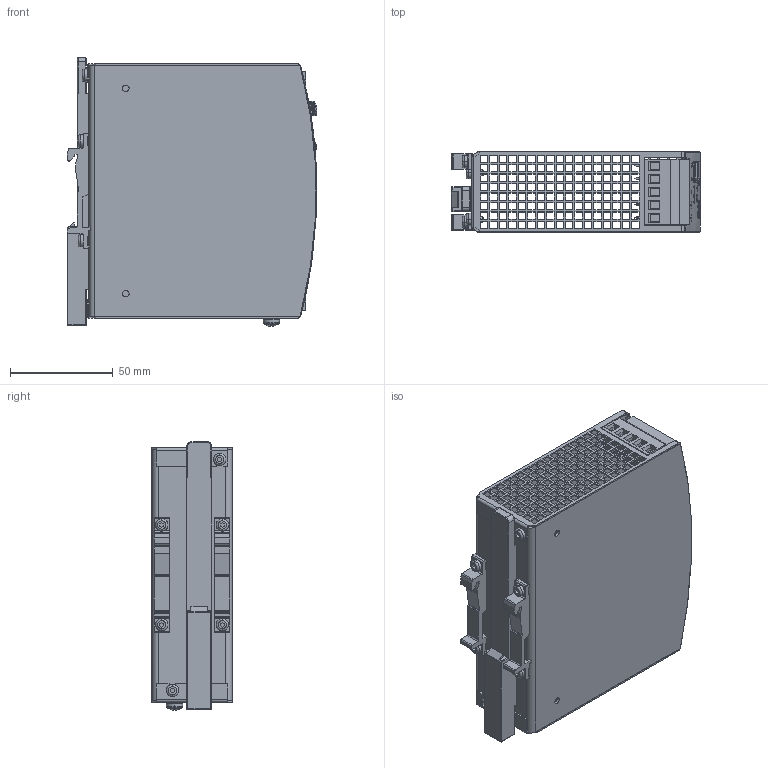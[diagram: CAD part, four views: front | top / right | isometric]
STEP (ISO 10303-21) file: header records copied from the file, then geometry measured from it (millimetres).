
FILE_DESCRIPTION((''),'2;1');
FILE_NAME('CAD-7197_CP10_121_SW0001','2021-03-11T08:08:04',('creinig-se'),(''),'CREO PARAMETRIC BY PTC INC, 2019292','CREO PARAMETRIC BY PTC INC, 2019292','');
FILE_SCHEMA(('CONFIG_CONTROL_DESIGN','SHAPE_APPEARANCE_LAYERS_GROUPS'));
Products named in the file (1): CAD-7197_CP10_121_SW0001
Bounding box: 121.72 x 39 x 130.77 mm (x, y, z)
Volume: 78702.1 mm3; surface area: 97131.1 mm2
Topology: 6 solids, 7 shells, 2961 faces, 8286 edges, 5467 vertices
Faces by surface type: plane 2207, cylinder 342, extrusion 301, cone 47, torus 34, bspline 17, sphere 13
Entity records: 127027 total; most frequent: CARTESIAN_POINT 28313, ORIENTED_EDGE 16510, DIRECTION 14001, EDGE_CURVE 8255, VECTOR 6719, LINE 6418, VERTEX_POINT 5461, EDGE_LOOP 3708
